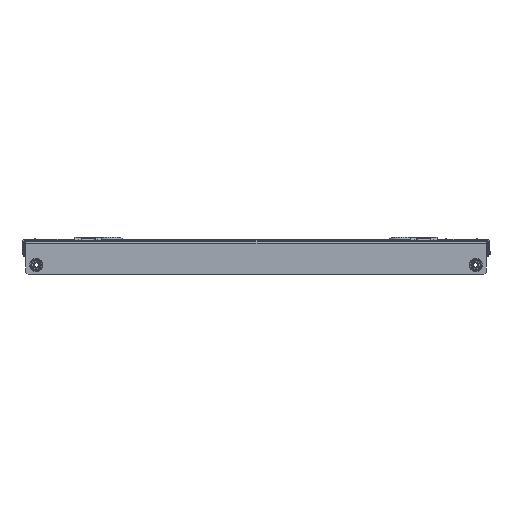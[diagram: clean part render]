
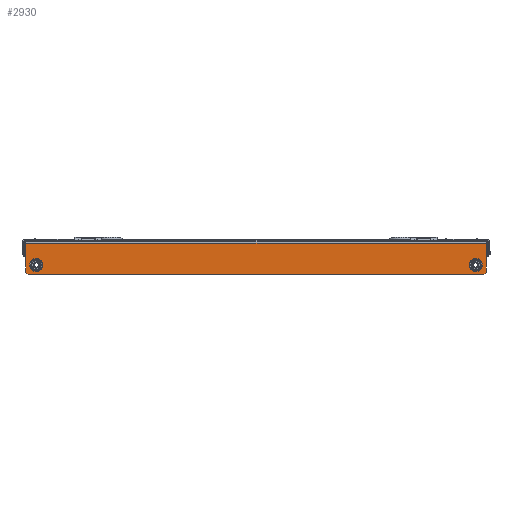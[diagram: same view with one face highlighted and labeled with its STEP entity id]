
A CAD part, left-side view. The second image highlights one B-rep face of the part: STEP entity #2930.
In plain terms, the highlighted planar face has unit normal (-1, 0, 0).
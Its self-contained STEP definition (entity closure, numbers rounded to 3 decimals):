
#136 = DIRECTION ( 'NONE',  ( 0., -1., 0. ) ) ;
#199 = VERTEX_POINT ( 'NONE', #16086 ) ;
#421 = ORIENTED_EDGE ( 'NONE', *, *, #1917, .T. ) ;
#704 = VECTOR ( 'NONE', #9926, 1000. ) ;
#715 = CARTESIAN_POINT ( 'NONE',  ( -11.5, 258., -37.5 ) ) ;
#821 = LINE ( 'NONE', #10846, #1687 ) ;
#1096 = DIRECTION ( 'NONE',  ( 1., 0., 0. ) ) ;
#1339 = LINE ( 'NONE', #6880, #1566 ) ;
#1351 = DIRECTION ( 'NONE',  ( 0., -1., 0. ) ) ;
#1477 = CARTESIAN_POINT ( 'NONE',  ( -11.5, -249., -26.5 ) ) ;
#1492 = CARTESIAN_POINT ( 'NONE',  ( -11.5, -261., -1.879 ) ) ;
#1566 = VECTOR ( 'NONE', #8038, 1000. ) ;
#1687 = VECTOR ( 'NONE', #12364, 1000. ) ;
#1917 = EDGE_CURVE ( 'NONE', #4061, #6363, #821, .T. ) ;
#1964 = ORIENTED_EDGE ( 'NONE', *, *, #10345, .T. ) ;
#2320 = FACE_BOUND ( 'NONE', #5419, .T. ) ;
#2412 = EDGE_CURVE ( 'NONE', #3348, #13421, #18071, .T. ) ;
#2571 = DIRECTION ( 'NONE',  ( 0., 0., -1. ) ) ;
#2631 = CARTESIAN_POINT ( 'NONE',  ( -11.5, 258., -37.5 ) ) ;
#2803 = VERTEX_POINT ( 'NONE', #9297 ) ;
#2808 = AXIS2_PLACEMENT_3D ( 'NONE', #8381, #12500, #1351 ) ;
#2892 = EDGE_CURVE ( 'NONE', #3903, #4061, #15858, .T. ) ;
#2930 = ADVANCED_FACE ( 'NONE', ( #6469, #2320, #11730 ), #3894, .F. ) ;
#3178 = ORIENTED_EDGE ( 'NONE', *, *, #11719, .T. ) ;
#3246 = CIRCLE ( 'NONE', #6557, 7.299 ) ;
#3348 = VERTEX_POINT ( 'NONE', #14437 ) ;
#3608 = VECTOR ( 'NONE', #16484, 1000. ) ;
#3621 = DIRECTION ( 'NONE',  ( 0., 1., 0. ) ) ;
#3894 = PLANE ( 'NONE',  #17435 ) ;
#3903 = VERTEX_POINT ( 'NONE', #15012 ) ;
#3980 = VERTEX_POINT ( 'NONE', #11793 ) ;
#4061 = VERTEX_POINT ( 'NONE', #715 ) ;
#4427 = CIRCLE ( 'NONE', #12559, 7.299 ) ;
#4565 = EDGE_CURVE ( 'NONE', #199, #3980, #4427, .T. ) ;
#4598 = CARTESIAN_POINT ( 'NONE',  ( -11.5, -261., -1.879 ) ) ;
#4899 = ORIENTED_EDGE ( 'NONE', *, *, #5551, .T. ) ;
#4935 = EDGE_CURVE ( 'NONE', #2803, #8998, #13855, .T. ) ;
#5094 = DIRECTION ( 'NONE',  ( 1., 0., 0. ) ) ;
#5225 = VERTEX_POINT ( 'NONE', #8990 ) ;
#5419 = EDGE_LOOP ( 'NONE', ( #3178, #12700 ) ) ;
#5522 = EDGE_CURVE ( 'NONE', #13421, #3348, #6818, .T. ) ;
#5551 = EDGE_CURVE ( 'NONE', #2803, #3903, #14502, .T. ) ;
#5951 = ORIENTED_EDGE ( 'NONE', *, *, #9401, .T. ) ;
#5964 = ORIENTED_EDGE ( 'NONE', *, *, #2412, .F. ) ;
#6363 = VERTEX_POINT ( 'NONE', #14539 ) ;
#6469 = FACE_OUTER_BOUND ( 'NONE', #15637, .T. ) ;
#6557 = AXIS2_PLACEMENT_3D ( 'NONE', #13494, #5094, #3621 ) ;
#6782 = LINE ( 'NONE', #14634, #8537 ) ;
#6818 = CIRCLE ( 'NONE', #10946, 7.299 ) ;
#6880 = CARTESIAN_POINT ( 'NONE',  ( -11.5, -261., -34.5 ) ) ;
#7942 = CARTESIAN_POINT ( 'NONE',  ( -11.5, -261., 0. ) ) ;
#8038 = DIRECTION ( 'NONE',  ( 0., -0.707, 0.707 ) ) ;
#8249 = ORIENTED_EDGE ( 'NONE', *, *, #4935, .F. ) ;
#8381 = CARTESIAN_POINT ( 'NONE',  ( -11.5, -249., -26.5 ) ) ;
#8494 = CARTESIAN_POINT ( 'NONE',  ( -11.5, 261., 0. ) ) ;
#8537 = VECTOR ( 'NONE', #9050, 1000. ) ;
#8565 = DIRECTION ( 'NONE',  ( 0., -1., 0. ) ) ;
#8990 = CARTESIAN_POINT ( 'NONE',  ( -11.5, -261., -34.5 ) ) ;
#8998 = VERTEX_POINT ( 'NONE', #4598 ) ;
#9050 = DIRECTION ( 'NONE',  ( 0., 0., 1. ) ) ;
#9297 = CARTESIAN_POINT ( 'NONE',  ( -11.5, 261., -1.879 ) ) ;
#9401 = EDGE_CURVE ( 'NONE', #6363, #5225, #1339, .T. ) ;
#9602 = ORIENTED_EDGE ( 'NONE', *, *, #2892, .T. ) ;
#9926 = DIRECTION ( 'NONE',  ( 0., 0., -1. ) ) ;
#10345 = EDGE_CURVE ( 'NONE', #5225, #8998, #6782, .T. ) ;
#10443 = DIRECTION ( 'NONE',  ( 1., 0., 0. ) ) ;
#10846 = CARTESIAN_POINT ( 'NONE',  ( -11.5, -261., -37.5 ) ) ;
#10946 = AXIS2_PLACEMENT_3D ( 'NONE', #1477, #14077, #136 ) ;
#11719 = EDGE_CURVE ( 'NONE', #3980, #199, #3246, .T. ) ;
#11730 = FACE_BOUND ( 'NONE', #14301, .T. ) ;
#11793 = CARTESIAN_POINT ( 'NONE',  ( -11.5, 256.299, -26.5 ) ) ;
#11976 = CARTESIAN_POINT ( 'NONE',  ( -11.5, 249., -26.5 ) ) ;
#12098 = VECTOR ( 'NONE', #8565, 1000. ) ;
#12364 = DIRECTION ( 'NONE',  ( 0., -1., 0. ) ) ;
#12500 = DIRECTION ( 'NONE',  ( -1., 0., 0. ) ) ;
#12559 = AXIS2_PLACEMENT_3D ( 'NONE', #11976, #10443, #14600 ) ;
#12700 = ORIENTED_EDGE ( 'NONE', *, *, #4565, .T. ) ;
#13421 = VERTEX_POINT ( 'NONE', #13785 ) ;
#13494 = CARTESIAN_POINT ( 'NONE',  ( -11.5, 249., -26.5 ) ) ;
#13551 = ORIENTED_EDGE ( 'NONE', *, *, #5522, .F. ) ;
#13785 = CARTESIAN_POINT ( 'NONE',  ( -11.5, -241.701, -26.5 ) ) ;
#13855 = LINE ( 'NONE', #1492, #12098 ) ;
#14077 = DIRECTION ( 'NONE',  ( -1., 0., 0. ) ) ;
#14301 = EDGE_LOOP ( 'NONE', ( #5964, #13551 ) ) ;
#14437 = CARTESIAN_POINT ( 'NONE',  ( -11.5, -256.299, -26.5 ) ) ;
#14502 = LINE ( 'NONE', #8494, #704 ) ;
#14539 = CARTESIAN_POINT ( 'NONE',  ( -11.5, -258., -37.5 ) ) ;
#14600 = DIRECTION ( 'NONE',  ( 0., 1., 0. ) ) ;
#14634 = CARTESIAN_POINT ( 'NONE',  ( -11.5, -261., 0. ) ) ;
#15012 = CARTESIAN_POINT ( 'NONE',  ( -11.5, 261., -34.5 ) ) ;
#15637 = EDGE_LOOP ( 'NONE', ( #421, #5951, #1964, #8249, #4899, #9602 ) ) ;
#15858 = LINE ( 'NONE', #2631, #3608 ) ;
#16086 = CARTESIAN_POINT ( 'NONE',  ( -11.5, 241.701, -26.5 ) ) ;
#16484 = DIRECTION ( 'NONE',  ( 0., -0.707, -0.707 ) ) ;
#17435 = AXIS2_PLACEMENT_3D ( 'NONE', #7942, #1096, #2571 ) ;
#18071 = CIRCLE ( 'NONE', #2808, 7.299 ) ;
